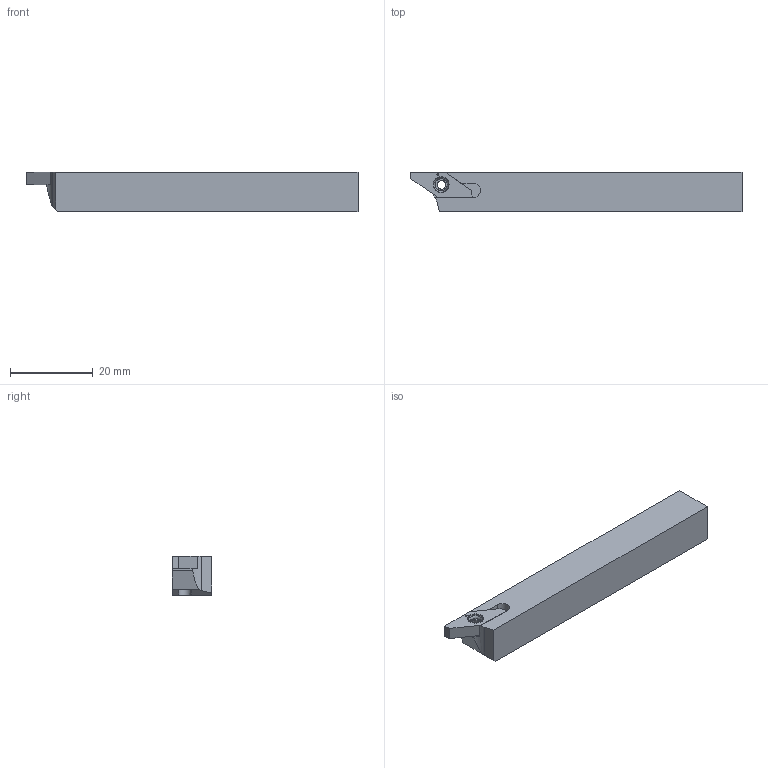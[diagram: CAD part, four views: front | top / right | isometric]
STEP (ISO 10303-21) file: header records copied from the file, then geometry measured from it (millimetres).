
FILE_DESCRIPTION (( 'STEP AP214' ), '1' );
FILE_NAME ('CUT-128-6-63.step', '2023-09-29T12:53:45', ( '' ), ( '' ), 'SwSTEP 2.0', 'SolidWorks 2023', '' );
FILE_SCHEMA (( 'AUTOMOTIVE_DESIGN' ));
Length unit declared in the file: millimetre
Products named in the file (3): CUT-128-6_63; CUT-128-6-63; CUT-128-6_WSP_10006
Assembly tree (2 placements, depth 2):
  CUT-128-6-63
    CUT-128-6_63
    CUT-128-6_WSP_10006
Bounding box: 80 x 9.53 x 9.53 mm (x, y, z)
Volume: 6678.9 mm3; surface area: 3298.2 mm2
Topology: 2 solids, 2 shells, 53 faces, 132 edges, 85 vertices
Faces by surface type: plane 38, cylinder 8, torus 5, cone 2
Full cylindrical faces by diameter (mm): 2.05 x1, 2.9 x1, 3.1 x1
Entity records: 1603 total; most frequent: CARTESIAN_POINT 277, DIRECTION 257, ORIENTED_EDGE 244, EDGE_CURVE 122, LINE 95, VECTOR 95, VERTEX_POINT 85, AXIS2_PLACEMENT_3D 81
